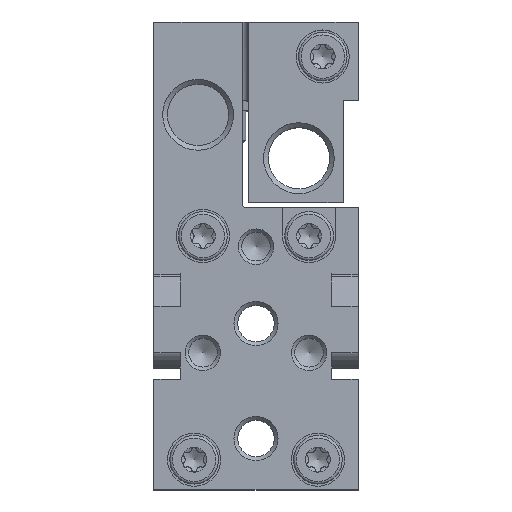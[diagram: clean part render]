
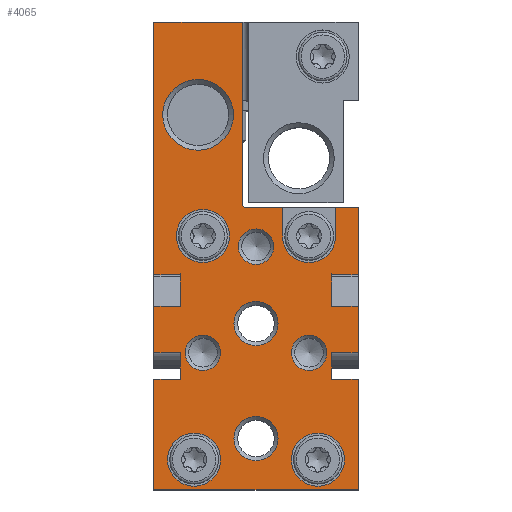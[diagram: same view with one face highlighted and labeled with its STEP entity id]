
A CAD part, top view. The second image highlights one B-rep face of the part: STEP entity #4065.
In plain terms, the highlighted planar face has unit normal (0, 0, 1).
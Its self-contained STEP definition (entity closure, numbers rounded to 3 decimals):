
#338=LINE('',#5749,#576);
#339=LINE('',#5752,#577);
#340=LINE('',#5754,#578);
#341=LINE('',#5756,#579);
#342=LINE('',#5758,#580);
#343=LINE('',#5760,#581);
#344=LINE('',#5762,#582);
#345=LINE('',#5764,#583);
#346=LINE('',#5766,#584);
#347=LINE('',#5768,#585);
#348=LINE('',#5770,#586);
#349=LINE('',#5772,#587);
#350=LINE('',#5774,#588);
#351=LINE('',#5776,#589);
#352=LINE('',#5778,#590);
#353=LINE('',#5780,#591);
#354=LINE('',#5782,#592);
#355=LINE('',#5784,#593);
#356=LINE('',#5786,#594);
#357=LINE('',#5788,#595);
#358=LINE('',#5790,#596);
#359=LINE('',#5794,#597);
#360=LINE('',#5796,#598);
#361=LINE('',#5800,#599);
#362=LINE('',#5802,#600);
#576=VECTOR('',#4744,1000.);
#577=VECTOR('',#4745,1000.);
#578=VECTOR('',#4746,1000.);
#579=VECTOR('',#4747,1000.);
#580=VECTOR('',#4748,1000.);
#581=VECTOR('',#4749,1000.);
#582=VECTOR('',#4750,1000.);
#583=VECTOR('',#4751,1000.);
#584=VECTOR('',#4752,1000.);
#585=VECTOR('',#4753,1000.);
#586=VECTOR('',#4754,1000.);
#587=VECTOR('',#4755,1000.);
#588=VECTOR('',#4756,1000.);
#589=VECTOR('',#4757,1000.);
#590=VECTOR('',#4758,1000.);
#591=VECTOR('',#4759,1000.);
#592=VECTOR('',#4760,1000.);
#593=VECTOR('',#4761,1000.);
#594=VECTOR('',#4762,1000.);
#595=VECTOR('',#4763,1000.);
#596=VECTOR('',#4764,1000.);
#597=VECTOR('',#4767,1000.);
#598=VECTOR('',#4768,1000.);
#599=VECTOR('',#4771,1000.);
#600=VECTOR('',#4772,1000.);
#821=ORIENTED_EDGE('',*,*,#1759,.T.);
#822=ORIENTED_EDGE('',*,*,#1760,.T.);
#823=ORIENTED_EDGE('',*,*,#1761,.T.);
#824=ORIENTED_EDGE('',*,*,#1762,.T.);
#825=ORIENTED_EDGE('',*,*,#1763,.T.);
#826=ORIENTED_EDGE('',*,*,#1764,.F.);
#827=ORIENTED_EDGE('',*,*,#1765,.F.);
#828=ORIENTED_EDGE('',*,*,#1766,.F.);
#829=ORIENTED_EDGE('',*,*,#1767,.T.);
#830=ORIENTED_EDGE('',*,*,#1768,.T.);
#831=ORIENTED_EDGE('',*,*,#1769,.F.);
#832=ORIENTED_EDGE('',*,*,#1770,.T.);
#833=ORIENTED_EDGE('',*,*,#1771,.T.);
#834=ORIENTED_EDGE('',*,*,#1772,.T.);
#835=ORIENTED_EDGE('',*,*,#1773,.F.);
#836=ORIENTED_EDGE('',*,*,#1774,.T.);
#837=ORIENTED_EDGE('',*,*,#1775,.T.);
#838=ORIENTED_EDGE('',*,*,#1776,.T.);
#839=ORIENTED_EDGE('',*,*,#1777,.T.);
#840=ORIENTED_EDGE('',*,*,#1778,.T.);
#841=ORIENTED_EDGE('',*,*,#1779,.F.);
#842=ORIENTED_EDGE('',*,*,#1780,.F.);
#843=ORIENTED_EDGE('',*,*,#1781,.T.);
#844=ORIENTED_EDGE('',*,*,#1782,.T.);
#845=ORIENTED_EDGE('',*,*,#1783,.F.);
#846=ORIENTED_EDGE('',*,*,#1784,.F.);
#847=ORIENTED_EDGE('',*,*,#1785,.T.);
#848=ORIENTED_EDGE('',*,*,#1786,.T.);
#849=ORIENTED_EDGE('',*,*,#1787,.F.);
#850=ORIENTED_EDGE('',*,*,#1788,.F.);
#851=ORIENTED_EDGE('',*,*,#1789,.F.);
#852=ORIENTED_EDGE('',*,*,#1790,.F.);
#853=ORIENTED_EDGE('',*,*,#1791,.F.);
#854=ORIENTED_EDGE('',*,*,#1792,.F.);
#855=ORIENTED_EDGE('',*,*,#1793,.F.);
#856=ORIENTED_EDGE('',*,*,#1794,.T.);
#1759=EDGE_CURVE('',#2228,#2228,#2549,.T.);
#1760=EDGE_CURVE('',#2229,#2229,#2550,.T.);
#1761=EDGE_CURVE('',#2230,#2230,#2551,.T.);
#1762=EDGE_CURVE('',#2231,#2231,#2552,.T.);
#1763=EDGE_CURVE('',#2232,#2232,#2553,.T.);
#1764=EDGE_CURVE('',#2233,#2233,#2554,.T.);
#1765=EDGE_CURVE('',#2234,#2234,#2555,.T.);
#1766=EDGE_CURVE('',#2235,#2235,#2556,.T.);
#1767=EDGE_CURVE('',#2236,#2236,#2557,.T.);
#1768=EDGE_CURVE('',#2237,#2238,#338,.T.);
#1769=EDGE_CURVE('',#2239,#2238,#339,.T.);
#1770=EDGE_CURVE('',#2239,#2240,#340,.T.);
#1771=EDGE_CURVE('',#2240,#2241,#341,.T.);
#1772=EDGE_CURVE('',#2241,#2242,#342,.T.);
#1773=EDGE_CURVE('',#2243,#2242,#343,.T.);
#1774=EDGE_CURVE('',#2243,#2244,#344,.T.);
#1775=EDGE_CURVE('',#2244,#2245,#345,.T.);
#1776=EDGE_CURVE('',#2245,#2246,#346,.T.);
#1777=EDGE_CURVE('',#2246,#2247,#347,.T.);
#1778=EDGE_CURVE('',#2247,#2248,#348,.T.);
#1779=EDGE_CURVE('',#2249,#2248,#349,.T.);
#1780=EDGE_CURVE('',#2250,#2249,#350,.T.);
#1781=EDGE_CURVE('',#2250,#2251,#351,.T.);
#1782=EDGE_CURVE('',#2251,#2252,#352,.T.);
#1783=EDGE_CURVE('',#2253,#2252,#353,.T.);
#1784=EDGE_CURVE('',#2254,#2253,#354,.T.);
#1785=EDGE_CURVE('',#2254,#2255,#355,.T.);
#1786=EDGE_CURVE('',#2255,#2256,#356,.T.);
#1787=EDGE_CURVE('',#2257,#2256,#357,.T.);
#1788=EDGE_CURVE('',#2258,#2257,#358,.T.);
#1789=EDGE_CURVE('',#2259,#2258,#2558,.T.);
#1790=EDGE_CURVE('',#2260,#2259,#359,.T.);
#1791=EDGE_CURVE('',#2261,#2260,#360,.T.);
#1792=EDGE_CURVE('',#2262,#2261,#2559,.T.);
#1793=EDGE_CURVE('',#2263,#2262,#361,.T.);
#1794=EDGE_CURVE('',#2263,#2237,#362,.T.);
#2228=VERTEX_POINT('',#5732);
#2229=VERTEX_POINT('',#5734);
#2230=VERTEX_POINT('',#5736);
#2231=VERTEX_POINT('',#5738);
#2232=VERTEX_POINT('',#5740);
#2233=VERTEX_POINT('',#5742);
#2234=VERTEX_POINT('',#5744);
#2235=VERTEX_POINT('',#5746);
#2236=VERTEX_POINT('',#5748);
#2237=VERTEX_POINT('',#5750);
#2238=VERTEX_POINT('',#5751);
#2239=VERTEX_POINT('',#5753);
#2240=VERTEX_POINT('',#5755);
#2241=VERTEX_POINT('',#5757);
#2242=VERTEX_POINT('',#5759);
#2243=VERTEX_POINT('',#5761);
#2244=VERTEX_POINT('',#5763);
#2245=VERTEX_POINT('',#5765);
#2246=VERTEX_POINT('',#5767);
#2247=VERTEX_POINT('',#5769);
#2248=VERTEX_POINT('',#5771);
#2249=VERTEX_POINT('',#5773);
#2250=VERTEX_POINT('',#5775);
#2251=VERTEX_POINT('',#5777);
#2252=VERTEX_POINT('',#5779);
#2253=VERTEX_POINT('',#5781);
#2254=VERTEX_POINT('',#5783);
#2255=VERTEX_POINT('',#5785);
#2256=VERTEX_POINT('',#5787);
#2257=VERTEX_POINT('',#5789);
#2258=VERTEX_POINT('',#5791);
#2259=VERTEX_POINT('',#5793);
#2260=VERTEX_POINT('',#5795);
#2261=VERTEX_POINT('',#5797);
#2262=VERTEX_POINT('',#5799);
#2263=VERTEX_POINT('',#5801);
#2549=CIRCLE('',#4320,2.);
#2550=CIRCLE('',#4321,2.);
#2551=CIRCLE('',#4322,2.);
#2552=CIRCLE('',#4323,2.5);
#2553=CIRCLE('',#4324,2.5);
#2554=CIRCLE('',#4325,3.);
#2555=CIRCLE('',#4326,3.);
#2556=CIRCLE('',#4327,3.);
#2557=CIRCLE('',#4328,4.);
#2558=CIRCLE('',#4329,3.);
#2559=CIRCLE('',#4330,0.5);
#2688=EDGE_LOOP('',(#821));
#2689=EDGE_LOOP('',(#822));
#2690=EDGE_LOOP('',(#823));
#2691=EDGE_LOOP('',(#824));
#2692=EDGE_LOOP('',(#825));
#2693=EDGE_LOOP('',(#826));
#2694=EDGE_LOOP('',(#827));
#2695=EDGE_LOOP('',(#828));
#2696=EDGE_LOOP('',(#829));
#2697=EDGE_LOOP('',(#830,#831,#832,#833,#834,#835,#836,#837,#838,#839,#840,
#841,#842,#843,#844,#845,#846,#847,#848,#849,#850,#851,#852,#853,#854,#855,
#856));
#3014=FACE_BOUND('',#2688,.T.);
#3015=FACE_BOUND('',#2689,.T.);
#3016=FACE_BOUND('',#2690,.T.);
#3017=FACE_BOUND('',#2691,.T.);
#3018=FACE_BOUND('',#2692,.T.);
#3019=FACE_BOUND('',#2693,.T.);
#3020=FACE_BOUND('',#2694,.T.);
#3021=FACE_BOUND('',#2695,.T.);
#3022=FACE_BOUND('',#2696,.T.);
#3023=FACE_BOUND('',#2697,.T.);
#3340=PLANE('',#4319);
#4065=ADVANCED_FACE('',(#3014,#3015,#3016,#3017,#3018,#3019,#3020,#3021,
#3022,#3023),#3340,.T.);
#4319=AXIS2_PLACEMENT_3D('',#5730,#4724,#4725);
#4320=AXIS2_PLACEMENT_3D('',#5731,#4726,#4727);
#4321=AXIS2_PLACEMENT_3D('',#5733,#4728,#4729);
#4322=AXIS2_PLACEMENT_3D('',#5735,#4730,#4731);
#4323=AXIS2_PLACEMENT_3D('',#5737,#4732,#4733);
#4324=AXIS2_PLACEMENT_3D('',#5739,#4734,#4735);
#4325=AXIS2_PLACEMENT_3D('',#5741,#4736,#4737);
#4326=AXIS2_PLACEMENT_3D('',#5743,#4738,#4739);
#4327=AXIS2_PLACEMENT_3D('',#5745,#4740,#4741);
#4328=AXIS2_PLACEMENT_3D('',#5747,#4742,#4743);
#4329=AXIS2_PLACEMENT_3D('',#5792,#4765,#4766);
#4330=AXIS2_PLACEMENT_3D('',#5798,#4769,#4770);
#4724=DIRECTION('',(0.,0.,1.));
#4725=DIRECTION('',(1.,0.,0.));
#4726=DIRECTION('',(0.,0.,-1.));
#4727=DIRECTION('',(-1.,0.,0.));
#4728=DIRECTION('',(0.,0.,-1.));
#4729=DIRECTION('',(-1.,0.,0.));
#4730=DIRECTION('',(0.,0.,-1.));
#4731=DIRECTION('',(-1.,0.,0.));
#4732=DIRECTION('',(0.,0.,-1.));
#4733=DIRECTION('',(-1.,0.,0.));
#4734=DIRECTION('',(0.,0.,-1.));
#4735=DIRECTION('',(-1.,0.,0.));
#4736=DIRECTION('',(0.,0.,1.));
#4737=DIRECTION('',(1.,0.,0.));
#4738=DIRECTION('',(0.,0.,1.));
#4739=DIRECTION('',(1.,0.,0.));
#4740=DIRECTION('',(0.,0.,1.));
#4741=DIRECTION('',(1.,0.,0.));
#4742=DIRECTION('',(0.,0.,-1.));
#4743=DIRECTION('',(-1.,0.,0.));
#4744=DIRECTION('',(0.,-1.,0.));
#4745=DIRECTION('',(-1.,0.,0.));
#4746=DIRECTION('',(0.,-1.,0.));
#4747=DIRECTION('',(-1.,0.,0.));
#4748=DIRECTION('',(0.,-1.,0.));
#4749=DIRECTION('',(-1.,0.,0.));
#4750=DIRECTION('',(0.,-1.,0.));
#4751=DIRECTION('',(-1.,0.,0.));
#4752=DIRECTION('',(0.,-1.,0.));
#4753=DIRECTION('',(1.,0.,0.));
#4754=DIRECTION('',(0.,1.,0.));
#4755=DIRECTION('',(1.,0.,0.));
#4756=DIRECTION('',(0.,-1.,0.));
#4757=DIRECTION('',(1.,0.,0.));
#4758=DIRECTION('',(0.,1.,0.));
#4759=DIRECTION('',(1.,0.,0.));
#4760=DIRECTION('',(0.,-1.,0.));
#4761=DIRECTION('',(1.,0.,0.));
#4762=DIRECTION('',(0.,1.,0.));
#4763=DIRECTION('',(1.,0.,0.));
#4764=DIRECTION('',(0.,1.,0.));
#4765=DIRECTION('',(0.,0.,1.));
#4766=DIRECTION('',(1.,0.,0.));
#4767=DIRECTION('',(0.,-1.,0.));
#4768=DIRECTION('',(1.,0.,0.));
#4769=DIRECTION('',(0.,0.,1.));
#4770=DIRECTION('',(1.,0.,0.));
#4771=DIRECTION('',(0.,-1.,0.));
#4772=DIRECTION('',(-1.,0.,0.));
#5730=CARTESIAN_POINT('',(0.,0.,0.));
#5731=CARTESIAN_POINT('',(-6.,15.5,0.));
#5732=CARTESIAN_POINT('',(-8.,15.5,0.));
#5733=CARTESIAN_POINT('',(6.,15.5,0.));
#5734=CARTESIAN_POINT('',(4.,15.5,0.));
#5735=CARTESIAN_POINT('',(0.,27.5,0.));
#5736=CARTESIAN_POINT('',(-2.,27.5,0.));
#5737=CARTESIAN_POINT('',(0.,18.8,0.));
#5738=CARTESIAN_POINT('',(-2.5,18.8,0.));
#5739=CARTESIAN_POINT('',(0.,5.8,0.));
#5740=CARTESIAN_POINT('',(-2.5,5.8,0.));
#5741=CARTESIAN_POINT('',(7.,3.4,0.));
#5742=CARTESIAN_POINT('',(10.,3.4,0.));
#5743=CARTESIAN_POINT('',(-7.,3.4,0.));
#5744=CARTESIAN_POINT('',(-4.,3.4,0.));
#5745=CARTESIAN_POINT('',(-6.,28.7,0.));
#5746=CARTESIAN_POINT('',(-3.,28.7,0.));
#5747=CARTESIAN_POINT('',(-6.55,42.4,0.));
#5748=CARTESIAN_POINT('',(-10.55,42.4,0.));
#5749=CARTESIAN_POINT('',(-11.55,52.9,0.));
#5750=CARTESIAN_POINT('',(-11.55,52.9,0.));
#5751=CARTESIAN_POINT('',(-11.55,24.3,0.));
#5752=CARTESIAN_POINT('',(-8.55,24.3,0.));
#5753=CARTESIAN_POINT('',(-8.55,24.3,0.));
#5754=CARTESIAN_POINT('',(-8.55,24.3,0.));
#5755=CARTESIAN_POINT('',(-8.55,20.734,0.));
#5756=CARTESIAN_POINT('',(-8.55,20.734,0.));
#5757=CARTESIAN_POINT('',(-11.55,20.734,0.));
#5758=CARTESIAN_POINT('',(-11.55,52.9,0.));
#5759=CARTESIAN_POINT('',(-11.55,15.5,0.));
#5760=CARTESIAN_POINT('',(-8.55,15.5,0.));
#5761=CARTESIAN_POINT('',(-8.55,15.5,0.));
#5762=CARTESIAN_POINT('',(-8.55,15.5,0.));
#5763=CARTESIAN_POINT('',(-8.55,12.5,0.));
#5764=CARTESIAN_POINT('',(-8.55,12.5,0.));
#5765=CARTESIAN_POINT('',(-11.55,12.5,0.));
#5766=CARTESIAN_POINT('',(-11.55,52.9,0.));
#5767=CARTESIAN_POINT('',(-11.55,0.,0.));
#5768=CARTESIAN_POINT('',(-11.55,0.,0.));
#5769=CARTESIAN_POINT('',(11.55,0.,0.));
#5770=CARTESIAN_POINT('',(11.55,0.,0.));
#5771=CARTESIAN_POINT('',(11.55,12.5,0.));
#5772=CARTESIAN_POINT('',(8.55,12.5,0.));
#5773=CARTESIAN_POINT('',(8.55,12.5,0.));
#5774=CARTESIAN_POINT('',(8.55,15.5,0.));
#5775=CARTESIAN_POINT('',(8.55,15.5,0.));
#5776=CARTESIAN_POINT('',(8.55,15.5,0.));
#5777=CARTESIAN_POINT('',(11.55,15.5,0.));
#5778=CARTESIAN_POINT('',(11.55,0.,0.));
#5779=CARTESIAN_POINT('',(11.55,20.734,0.));
#5780=CARTESIAN_POINT('',(8.55,20.734,0.));
#5781=CARTESIAN_POINT('',(8.55,20.734,0.));
#5782=CARTESIAN_POINT('',(8.55,24.3,0.));
#5783=CARTESIAN_POINT('',(8.55,24.3,0.));
#5784=CARTESIAN_POINT('',(8.55,24.3,0.));
#5785=CARTESIAN_POINT('',(11.55,24.3,0.));
#5786=CARTESIAN_POINT('',(11.55,0.,0.));
#5787=CARTESIAN_POINT('',(11.55,31.9,0.));
#5788=CARTESIAN_POINT('',(-1.05,31.9,0.));
#5789=CARTESIAN_POINT('',(9.,31.9,0.));
#5790=CARTESIAN_POINT('',(9.,28.7,0.));
#5791=CARTESIAN_POINT('',(9.,28.7,0.));
#5792=CARTESIAN_POINT('',(6.,28.7,0.));
#5793=CARTESIAN_POINT('',(3.,28.7,0.));
#5794=CARTESIAN_POINT('',(3.,31.9,0.));
#5795=CARTESIAN_POINT('',(3.,31.9,0.));
#5796=CARTESIAN_POINT('',(-1.05,31.9,0.));
#5797=CARTESIAN_POINT('',(-1.05,31.9,0.));
#5798=CARTESIAN_POINT('',(-1.05,32.4,0.));
#5799=CARTESIAN_POINT('',(-1.55,32.4,0.));
#5800=CARTESIAN_POINT('',(-1.55,52.9,0.));
#5801=CARTESIAN_POINT('',(-1.55,52.9,0.));
#5802=CARTESIAN_POINT('',(11.55,52.9,0.));
